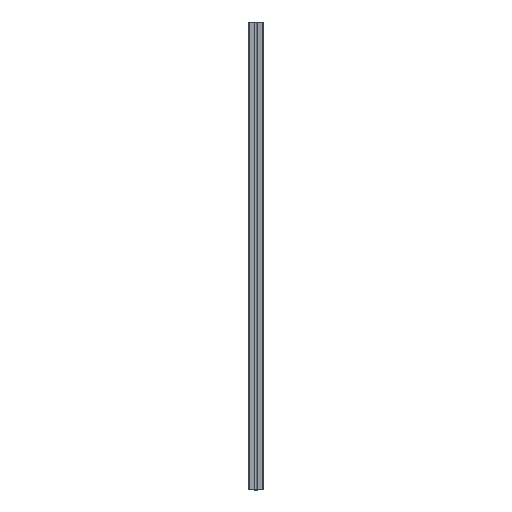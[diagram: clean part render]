
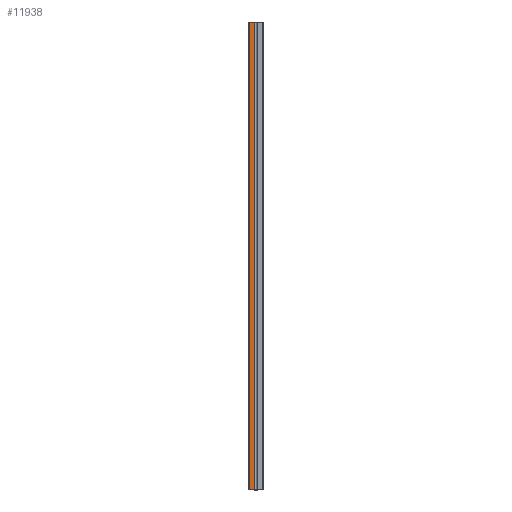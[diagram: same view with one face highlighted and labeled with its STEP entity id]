
A CAD part, left-side view. The second image highlights one B-rep face of the part: STEP entity #11938.
In plain terms, the highlighted planar face has unit normal (-1, 0, 0).
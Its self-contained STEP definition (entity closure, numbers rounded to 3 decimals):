
#3027 = CARTESIAN_POINT ( 'NONE',  ( -20.5, 18., -1400. ) ) ;
#5388 = ORIENTED_EDGE ( 'NONE', *, *, #42491, .F. ) ;
#5683 = LINE ( 'NONE', #19950, #28675 ) ;
#6253 = LINE ( 'NONE', #56755, #15338 ) ;
#9305 = DIRECTION ( 'NONE',  ( 0., 0., 1. ) ) ;
#9532 = EDGE_CURVE ( 'NONE', #32910, #31334, #55777, .T. ) ;
#11473 = LINE ( 'NONE', #45878, #29587 ) ;
#11938 = ADVANCED_FACE ( 'NONE', ( #40985 ), #33940, .F. ) ;
#12072 = CARTESIAN_POINT ( 'NONE',  ( -20.5, 3., 0. ) ) ;
#15338 = VECTOR ( 'NONE', #35190, 1000. ) ;
#16625 = DIRECTION ( 'NONE',  ( 0., 0., -1. ) ) ;
#17267 = CARTESIAN_POINT ( 'NONE',  ( -20.5, 18., 0. ) ) ;
#19766 = DIRECTION ( 'NONE',  ( 0., 1., 0. ) ) ;
#19950 = CARTESIAN_POINT ( 'NONE',  ( -20.5, 0., -1400. ) ) ;
#22033 = EDGE_CURVE ( 'NONE', #22352, #50731, #6253, .T. ) ;
#22352 = VERTEX_POINT ( 'NONE', #37116 ) ;
#23770 = DIRECTION ( 'NONE',  ( 0., 1., 0. ) ) ;
#28675 = VECTOR ( 'NONE', #19766, 1000. ) ;
#28779 = EDGE_LOOP ( 'NONE', ( #33959, #43224, #5388, #50812 ) ) ;
#29587 = VECTOR ( 'NONE', #23770, 1000. ) ;
#31334 = VERTEX_POINT ( 'NONE', #17267 ) ;
#32910 = VERTEX_POINT ( 'NONE', #3027 ) ;
#33940 = PLANE ( 'NONE',  #56809 ) ;
#33959 = ORIENTED_EDGE ( 'NONE', *, *, #40192, .T. ) ;
#35190 = DIRECTION ( 'NONE',  ( 0., 0., 1. ) ) ;
#37116 = CARTESIAN_POINT ( 'NONE',  ( -20.5, 3., -1400. ) ) ;
#38809 = CARTESIAN_POINT ( 'NONE',  ( -20.5, 0., -700. ) ) ;
#40192 = EDGE_CURVE ( 'NONE', #50731, #31334, #11473, .T. ) ;
#40985 = FACE_OUTER_BOUND ( 'NONE', #28779, .T. ) ;
#42491 = EDGE_CURVE ( 'NONE', #22352, #32910, #5683, .T. ) ;
#43224 = ORIENTED_EDGE ( 'NONE', *, *, #9532, .F. ) ;
#43251 = DIRECTION ( 'NONE',  ( 1., 0., 0. ) ) ;
#45878 = CARTESIAN_POINT ( 'NONE',  ( -20.5, 0., 0. ) ) ;
#47872 = CARTESIAN_POINT ( 'NONE',  ( -20.5, 18., -700. ) ) ;
#50252 = VECTOR ( 'NONE', #9305, 1000. ) ;
#50731 = VERTEX_POINT ( 'NONE', #12072 ) ;
#50812 = ORIENTED_EDGE ( 'NONE', *, *, #22033, .T. ) ;
#55777 = LINE ( 'NONE', #47872, #50252 ) ;
#56755 = CARTESIAN_POINT ( 'NONE',  ( -20.5, 3., -700. ) ) ;
#56809 = AXIS2_PLACEMENT_3D ( 'NONE', #38809, #43251, #16625 ) ;
